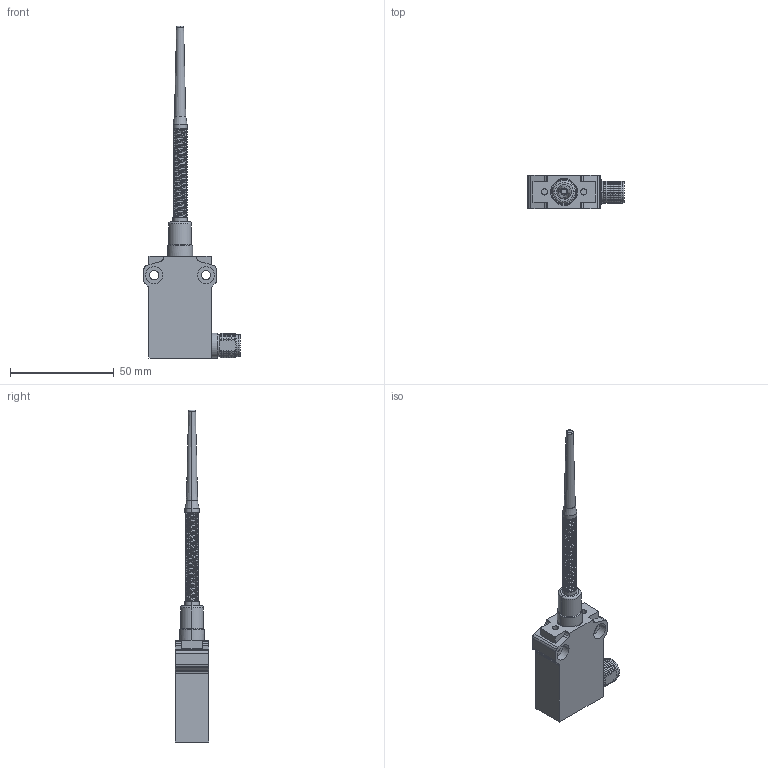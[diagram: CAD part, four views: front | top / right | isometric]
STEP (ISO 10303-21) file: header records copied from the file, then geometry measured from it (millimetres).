
FILE_DESCRIPTION (( 'STEP AP214' ), '1' );
FILE_NAME ('AEP2G92Z11MR.step', '2019-09-09T12:02:51', ( '' ), ( '' ), 'SwSTEP 2.0', 'SolidWorks 2018', '' );
FILE_SCHEMA (( 'AUTOMOTIVE_DESIGN' ));
Length unit declared in the file: inch
Products named in the file (1): AEP2G92Z11MR
Bounding box: 46.5 x 16 x 160.2 mm (x, y, z)
Volume: 27328.2 mm3; surface area: 11301.3 mm2
Topology: 5 solids, 5 shells, 202 faces, 506 edges, 325 vertices
Faces by surface type: cylinder 86, plane 57, cone 53, torus 4, bspline 2
Entity records: 17943 total; most frequent: CARTESIAN_POINT 11920, DIRECTION 1061, ORIENTED_EDGE 1012, EDGE_CURVE 506, AXIS2_PLACEMENT_3D 426, VERTEX_POINT 325, CIRCLE 225, EDGE_LOOP 217
